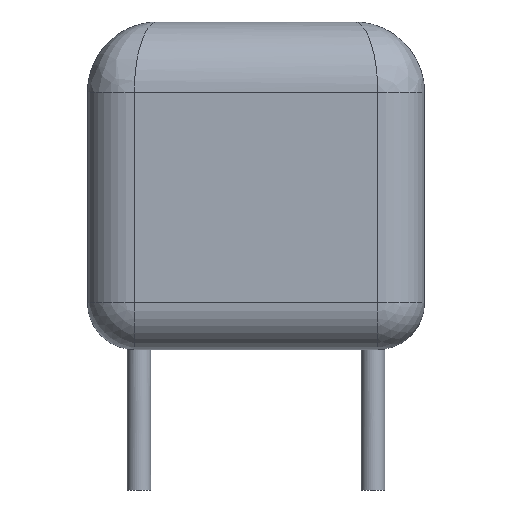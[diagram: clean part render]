
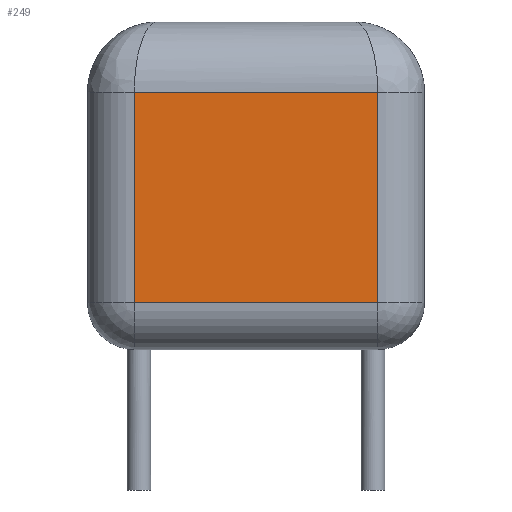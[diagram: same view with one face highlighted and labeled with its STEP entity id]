
A CAD part, front view. The second image highlights one B-rep face of the part: STEP entity #249.
In plain terms, the highlighted planar face has unit normal (0, -1, 0).
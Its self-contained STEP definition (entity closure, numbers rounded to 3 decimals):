
#24 = VERTEX_POINT('',#25);
#25 = CARTESIAN_POINT('',(5.1,-2.,6.));
#92 = VERTEX_POINT('',#93);
#93 = CARTESIAN_POINT('',(-0.1,-2.,6.));
#100 = EDGE_CURVE('',#92,#24,#101,.T.);
#101 = LINE('',#102,#103);
#102 = CARTESIAN_POINT('',(0.7,-2.,6.));
#103 = VECTOR('',#104,1.);
#104 = DIRECTION('',(1.,0.,0.));
#147 = EDGE_CURVE('',#24,#148,#150,.T.);
#148 = VERTEX_POINT('',#149);
#149 = CARTESIAN_POINT('',(5.1,-2.,1.5));
#150 = LINE('',#151,#152);
#151 = CARTESIAN_POINT('',(5.1,-2.,0.5));
#152 = VECTOR('',#153,1.);
#153 = DIRECTION('',(0.,0.,-1.));
#249 = ADVANCED_FACE('',(#250),#268,.T.);
#250 = FACE_BOUND('',#251,.T.);
#251 = EDGE_LOOP('',(#252,#253,#261,#267));
#252 = ORIENTED_EDGE('',*,*,#100,.F.);
#253 = ORIENTED_EDGE('',*,*,#254,.F.);
#254 = EDGE_CURVE('',#255,#92,#257,.T.);
#255 = VERTEX_POINT('',#256);
#256 = CARTESIAN_POINT('',(-0.1,-2.,1.5));
#257 = LINE('',#258,#259);
#258 = CARTESIAN_POINT('',(-0.1,-2.,0.5));
#259 = VECTOR('',#260,1.);
#260 = DIRECTION('',(0.,0.,1.));
#261 = ORIENTED_EDGE('',*,*,#262,.F.);
#262 = EDGE_CURVE('',#148,#255,#263,.T.);
#263 = LINE('',#264,#265);
#264 = CARTESIAN_POINT('',(0.7,-2.,1.5));
#265 = VECTOR('',#266,1.);
#266 = DIRECTION('',(-1.,0.,0.));
#267 = ORIENTED_EDGE('',*,*,#147,.F.);
#268 = PLANE('',#269);
#269 = AXIS2_PLACEMENT_3D('',#270,#271,#272);
#270 = CARTESIAN_POINT('',(-1.1,-2.,0.5));
#271 = DIRECTION('',(0.,-1.,0.));
#272 = DIRECTION('',(1.,0.,0.));
